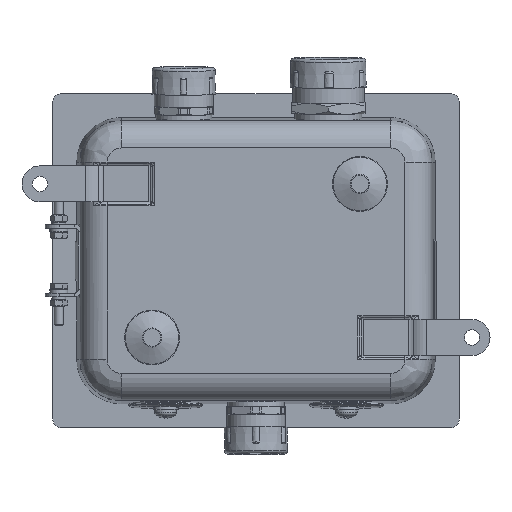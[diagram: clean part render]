
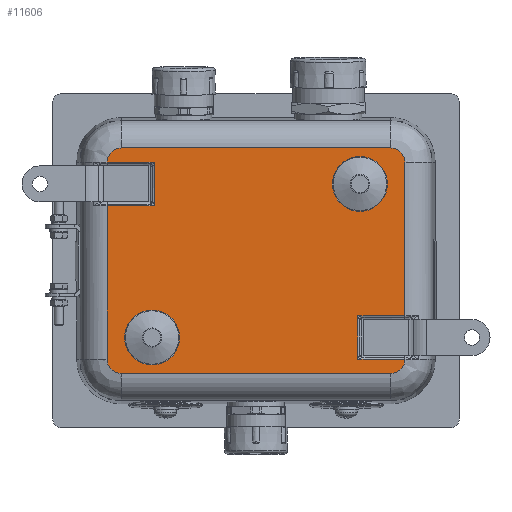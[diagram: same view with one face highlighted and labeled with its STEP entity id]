
A CAD part, front view. The second image highlights one B-rep face of the part: STEP entity #11606.
In plain terms, the highlighted planar face has unit normal (0, -1, 0).
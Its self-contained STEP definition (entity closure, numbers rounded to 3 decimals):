
#851=LINE('',#16790,#1440);
#852=LINE('',#16820,#1441);
#857=LINE('',#16846,#1446);
#861=LINE('',#16872,#1450);
#867=LINE('',#16986,#1456);
#873=LINE('',#17077,#1462);
#877=LINE('',#17122,#1466);
#882=LINE('',#17192,#1471);
#883=LINE('',#17195,#1472);
#887=LINE('',#17254,#1476);
#1440=VECTOR('',#13662,10.);
#1441=VECTOR('',#13677,10.);
#1446=VECTOR('',#13688,10.);
#1450=VECTOR('',#13704,10.);
#1456=VECTOR('',#13738,10.);
#1462=VECTOR('',#13772,10.);
#1466=VECTOR('',#13796,10.);
#1471=VECTOR('',#13825,10.);
#1472=VECTOR('',#13830,10.);
#1476=VECTOR('',#13876,10.);
#2179=FACE_BOUND('',#3689,.T.);
#2180=FACE_BOUND('',#3690,.T.);
#2995=FACE_OUTER_BOUND('',#3688,.T.);
#3688=EDGE_LOOP('',(#8115,#8116,#8117,#8118,#8119,#8120,#8121,#8122,#8123,
#8124,#8125,#8126,#8127,#8128));
#3689=EDGE_LOOP('',(#8129));
#3690=EDGE_LOOP('',(#8130));
#4415=CIRCLE('',#12327,7.896);
#4419=CIRCLE('',#12331,7.896);
#4423=CIRCLE('',#12336,7.896);
#4426=CIRCLE('',#12339,7.896);
#4466=CIRCLE('',#12416,15.194);
#4470=CIRCLE('',#12423,15.194);
#5049=VERTEX_POINT('',#16760);
#5052=VERTEX_POINT('',#16766);
#5053=VERTEX_POINT('',#16778);
#5056=VERTEX_POINT('',#16783);
#5057=VERTEX_POINT('',#16788);
#5059=VERTEX_POINT('',#16802);
#5060=VERTEX_POINT('',#16814);
#5061=VERTEX_POINT('',#16816);
#5067=VERTEX_POINT('',#16845);
#5073=VERTEX_POINT('',#16869);
#5085=VERTEX_POINT('',#16978);
#5087=VERTEX_POINT('',#16983);
#5099=VERTEX_POINT('',#17074);
#5109=VERTEX_POINT('',#17190);
#5116=VERTEX_POINT('',#17243);
#5119=VERTEX_POINT('',#17255);
#6184=EDGE_CURVE('',#5052,#5049,#4415,.T.);
#6188=EDGE_CURVE('',#5056,#5053,#4419,.T.);
#6191=EDGE_CURVE('',#5057,#5056,#851,.T.);
#6194=EDGE_CURVE('',#5059,#5057,#4423,.T.);
#6197=EDGE_CURVE('',#5061,#5060,#4426,.T.);
#6198=EDGE_CURVE('',#5049,#5061,#852,.T.);
#6206=EDGE_CURVE('',#5060,#5067,#857,.T.);
#6216=EDGE_CURVE('',#5073,#5067,#861,.T.);
#6237=EDGE_CURVE('',#5085,#5087,#867,.T.);
#6255=EDGE_CURVE('',#5099,#5059,#873,.T.);
#6266=EDGE_CURVE('',#5073,#5099,#877,.T.);
#6278=EDGE_CURVE('',#5087,#5109,#882,.T.);
#6280=EDGE_CURVE('',#5052,#5109,#883,.T.);
#6292=EDGE_CURVE('',#5116,#5116,#4466,.T.);
#6296=EDGE_CURVE('',#5053,#5085,#887,.T.);
#6297=EDGE_CURVE('',#5119,#5119,#4470,.T.);
#8115=ORIENTED_EDGE('',*,*,#6280,.T.);
#8116=ORIENTED_EDGE('',*,*,#6278,.F.);
#8117=ORIENTED_EDGE('',*,*,#6237,.F.);
#8118=ORIENTED_EDGE('',*,*,#6296,.F.);
#8119=ORIENTED_EDGE('',*,*,#6188,.F.);
#8120=ORIENTED_EDGE('',*,*,#6191,.F.);
#8121=ORIENTED_EDGE('',*,*,#6194,.F.);
#8122=ORIENTED_EDGE('',*,*,#6255,.F.);
#8123=ORIENTED_EDGE('',*,*,#6266,.F.);
#8124=ORIENTED_EDGE('',*,*,#6216,.T.);
#8125=ORIENTED_EDGE('',*,*,#6206,.F.);
#8126=ORIENTED_EDGE('',*,*,#6197,.F.);
#8127=ORIENTED_EDGE('',*,*,#6198,.F.);
#8128=ORIENTED_EDGE('',*,*,#6184,.F.);
#8129=ORIENTED_EDGE('',*,*,#6292,.F.);
#8130=ORIENTED_EDGE('',*,*,#6297,.F.);
#11326=PLANE('',#12422);
#11606=ADVANCED_FACE('',(#2995,#2179,#2180),#11326,.T.);
#12327=AXIS2_PLACEMENT_3D('',#16768,#13647,#13648);
#12331=AXIS2_PLACEMENT_3D('',#16785,#13655,#13656);
#12336=AXIS2_PLACEMENT_3D('',#16804,#13667,#13668);
#12339=AXIS2_PLACEMENT_3D('',#16818,#13673,#13674);
#12416=AXIS2_PLACEMENT_3D('',#17245,#13862,#13863);
#12422=AXIS2_PLACEMENT_3D('',#17253,#13874,#13875);
#12423=AXIS2_PLACEMENT_3D('',#17256,#13877,#13878);
#13647=DIRECTION('center_axis',(0.,1.,0.));
#13648=DIRECTION('ref_axis',(0.707,0.,-0.707));
#13655=DIRECTION('center_axis',(0.,1.,0.));
#13656=DIRECTION('ref_axis',(0.707,0.,0.707));
#13662=DIRECTION('',(1.,0.,0.));
#13667=DIRECTION('center_axis',(0.,1.,0.));
#13668=DIRECTION('ref_axis',(-0.707,0.,0.707));
#13673=DIRECTION('center_axis',(0.,1.,0.));
#13674=DIRECTION('ref_axis',(-0.707,0.,-0.707));
#13677=DIRECTION('',(-1.,0.,0.));
#13688=DIRECTION('',(0.,0.,1.));
#13704=DIRECTION('',(-1.,0.,0.));
#13738=DIRECTION('',(-1.,0.,0.));
#13772=DIRECTION('',(-1.,0.,0.));
#13796=DIRECTION('',(0.,0.,1.));
#13825=DIRECTION('',(0.,0.,-1.));
#13830=DIRECTION('',(-1.,0.,0.));
#13862=DIRECTION('center_axis',(0.,-1.,0.));
#13863=DIRECTION('ref_axis',(1.,0.,0.));
#13874=DIRECTION('center_axis',(0.,-1.,0.));
#13875=DIRECTION('ref_axis',(-1.,0.,0.));
#13876=DIRECTION('',(0.,0.,-1.));
#13877=DIRECTION('center_axis',(0.,-1.,0.));
#13878=DIRECTION('ref_axis',(1.,0.,0.));
#16760=CARTESIAN_POINT('',(74.5,4.,-62.396));
#16766=CARTESIAN_POINT('',(82.396,4.,-54.5));
#16768=CARTESIAN_POINT('Origin',(74.5,4.,-54.5));
#16778=CARTESIAN_POINT('',(82.396,4.,54.5));
#16783=CARTESIAN_POINT('',(74.5,4.,62.396));
#16785=CARTESIAN_POINT('Origin',(74.5,4.,54.5));
#16788=CARTESIAN_POINT('',(-74.5,4.,62.396));
#16790=CARTESIAN_POINT('',(-37.25,4.,62.396));
#16802=CARTESIAN_POINT('',(-82.396,4.,54.5));
#16804=CARTESIAN_POINT('Origin',(-74.5,4.,54.5));
#16814=CARTESIAN_POINT('',(-82.396,4.,-54.5));
#16816=CARTESIAN_POINT('',(-74.5,4.,-62.396));
#16818=CARTESIAN_POINT('Origin',(-74.5,4.,-54.5));
#16820=CARTESIAN_POINT('',(37.25,4.,-62.396));
#16845=CARTESIAN_POINT('',(-82.396,4.,30.5));
#16846=CARTESIAN_POINT('',(-82.396,4.,-27.25));
#16869=CARTESIAN_POINT('',(-56.396,4.,30.5));
#16872=CARTESIAN_POINT('',(-53.698,4.,30.5));
#16978=CARTESIAN_POINT('',(82.396,4.,-30.5));
#16983=CARTESIAN_POINT('',(56.396,4.,-30.5));
#16986=CARTESIAN_POINT('',(53.698,4.,-30.5));
#17074=CARTESIAN_POINT('',(-56.396,4.,54.5));
#17077=CARTESIAN_POINT('',(-28.698,4.,54.5));
#17122=CARTESIAN_POINT('',(-56.396,4.,15.75));
#17190=CARTESIAN_POINT('',(56.396,4.,-54.5));
#17192=CARTESIAN_POINT('',(56.396,4.,-15.75));
#17195=CARTESIAN_POINT('',(28.698,4.,-54.5));
#17243=CARTESIAN_POINT('',(42.301,4.,42.5));
#17245=CARTESIAN_POINT('Origin',(57.496,4.,42.5));
#17253=CARTESIAN_POINT('Origin',(0.,4.,
0.));
#17254=CARTESIAN_POINT('',(82.396,4.,27.25));
#17255=CARTESIAN_POINT('',(-72.69,4.,-42.5));
#17256=CARTESIAN_POINT('Origin',(-57.496,4.,-42.5));
